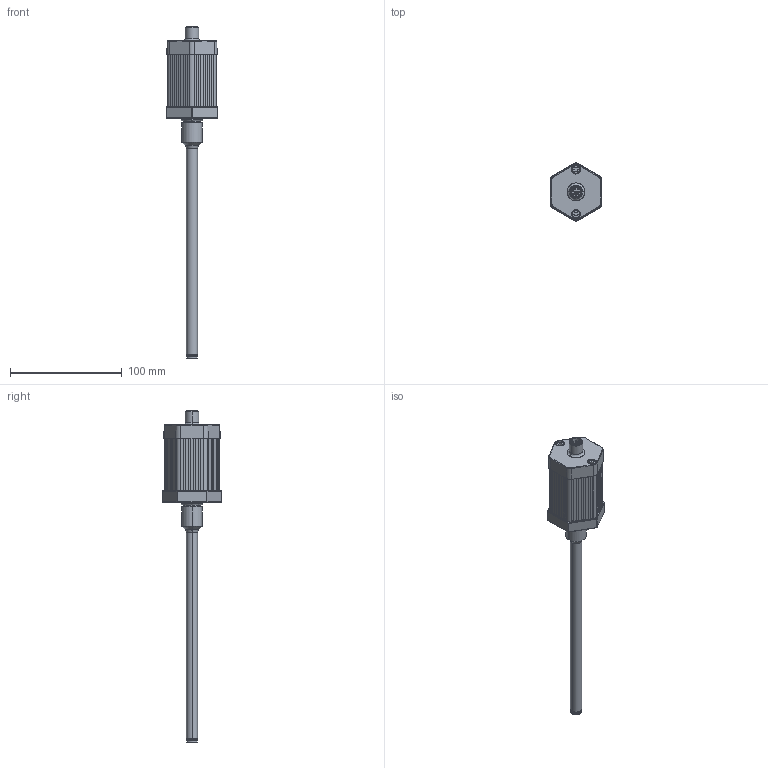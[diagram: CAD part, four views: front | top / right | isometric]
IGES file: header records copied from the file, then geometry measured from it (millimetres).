
Start section: SolidWorks IGES file using analytic representation for surfaces
Global section: file name: TH1-0100-104-___-102.IGS; native system: SolidWorks 2013; preprocessor: SolidWorks 2013; author: thiel; date: 140709.145841; units: millimetre
Bounding box: 46 x 52.96 x 297.5 mm (x, y, z)
Surface area: 24775.8 mm2 (no closed solid volume)
Topology: 0 solids, 0 shells, 471 faces, 4023 edges, 4000 vertices
Faces by surface type: bspline 346, revolution 125
